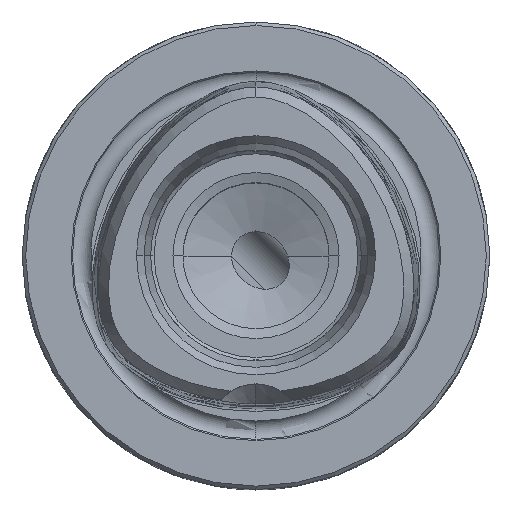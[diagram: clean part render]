
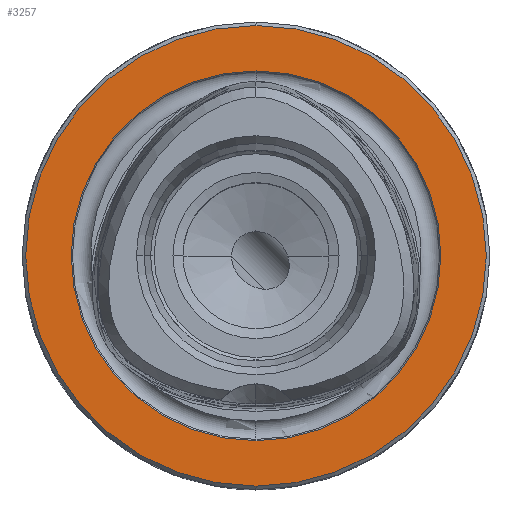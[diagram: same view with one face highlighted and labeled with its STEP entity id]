
A CAD part, top view. The second image highlights one B-rep face of the part: STEP entity #3257.
In plain terms, the highlighted planar face has unit normal (0, 0, 1).
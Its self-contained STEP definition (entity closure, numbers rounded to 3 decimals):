
#1429=EDGE_CURVE('NONE',#2103,#2925,#3710,.T.);
#1617=EDGE_CURVE('NONE',#1627,#3331,#3912,.T.);
#1627=VERTEX_POINT('NONE',#3922);
#2103=VERTEX_POINT('NONE',#4450);
#2465=EDGE_CURVE('NONE',#3331,#1627,#4843,.F.);
#2905=EDGE_CURVE('NONE',#2925,#2103,#5340,.T.);
#2925=VERTEX_POINT('NONE',#5361);
#3257=ADVANCED_FACE('NONE',(#5730,#5731),#5732,.T.);
#3331=VERTEX_POINT('NONE',#5820);
#3710=CIRCLE('',#6415,19.7);
#3912=CIRCLE('',#6825,15.814);
#3922=CARTESIAN_POINT('',(0.0,15.814,0.));
#4450=CARTESIAN_POINT('',(0.0,-19.7,0.));
#4843=CIRCLE('',#13056,15.814);
#5340=CIRCLE('',#14397,19.7);
#5361=CARTESIAN_POINT('',(0.,19.7,0.));
#5730=FACE_OUTER_BOUND('',#15440,.T.);
#5731=FACE_BOUND('',#15441,.T.);
#5732=PLANE('',#15442);
#5820=CARTESIAN_POINT('',(0.,-15.814,0.));
#6415=AXIS2_PLACEMENT_3D('',#16203,#16204,#16205);
#6825=AXIS2_PLACEMENT_3D('',#16383,#16384,#16385);
#13056=AXIS2_PLACEMENT_3D('',#17407,#17408,#17409);
#14397=AXIS2_PLACEMENT_3D('',#18044,#18045,#18046);
#15440=EDGE_LOOP('',(#18451,#18452));
#15441=EDGE_LOOP('',(#18453,#18454));
#15442=AXIS2_PLACEMENT_3D('',#18455,#18456,#18457);
#16203=CARTESIAN_POINT('',(0.0,0.0,0.));
#16204=DIRECTION('',(0.0,0.0,-1.0));
#16205=DIRECTION('',(0.0,-1.0,0.0));
#16383=CARTESIAN_POINT('',(0.0,0.0,0.));
#16384=DIRECTION('',(-0.0,0.0,1.0));
#16385=DIRECTION('',(0.0,1.0,0.0));
#17407=CARTESIAN_POINT('',(0.0,0.0,0.));
#17408=DIRECTION('',(0.0,0.0,-1.0));
#17409=DIRECTION('',(0.0,1.0,0.0));
#18044=CARTESIAN_POINT('',(0.0,0.0,0.));
#18045=DIRECTION('',(0.0,0.0,-1.0));
#18046=DIRECTION('',(0.0,-1.0,0.0));
#18451=ORIENTED_EDGE('',*,*,#1429,.F.);
#18452=ORIENTED_EDGE('',*,*,#2905,.F.);
#18453=ORIENTED_EDGE('',*,*,#1617,.F.);
#18454=ORIENTED_EDGE('',*,*,#2465,.F.);
#18455=CARTESIAN_POINT('',(-22.0,0.0,0.));
#18456=DIRECTION('',(-0.0,0.0,1.0));
#18457=DIRECTION('',(0.0,1.0,0.0));
